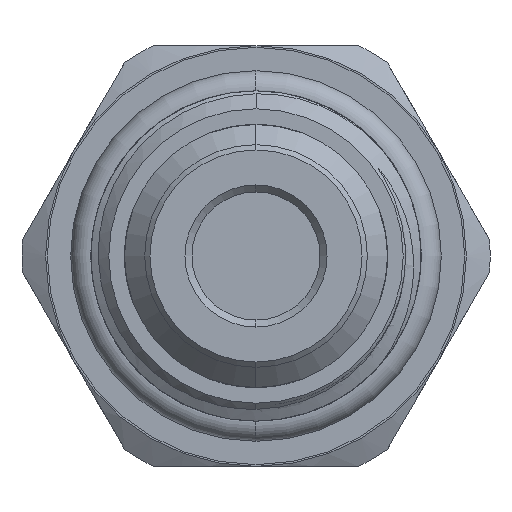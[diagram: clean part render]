
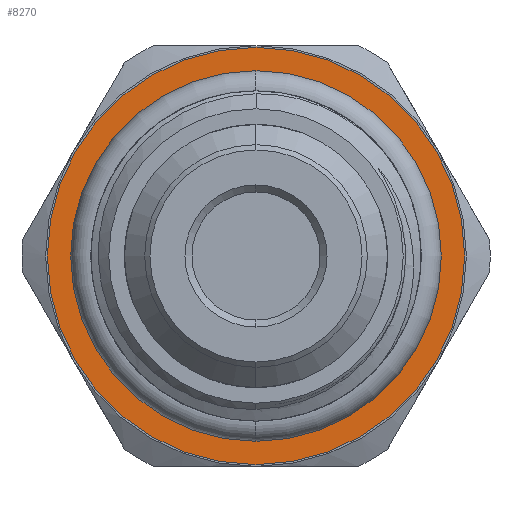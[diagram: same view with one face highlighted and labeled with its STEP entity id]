
A CAD part, left-side view. The second image highlights one B-rep face of the part: STEP entity #8270.
In plain terms, the highlighted planar face has unit normal (-1, 0, 0).
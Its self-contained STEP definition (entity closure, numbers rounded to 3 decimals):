
#2903 = DIRECTION ( 'NONE',  ( 0., 0., 1. ) ) ;
#2904 = DIRECTION ( 'NONE',  ( -1., 0., 0. ) ) ;
#2905 = CARTESIAN_POINT ( 'NONE',  ( -37.924, 0., 0. ) ) ;
#4808 = CARTESIAN_POINT ( 'NONE',  ( -37.924, 11.9, 0. ) ) ;
#4811 = PLANE ( 'NONE',  #11046 ) ;
#4813 = DIRECTION ( 'NONE',  ( -1., 0., 0. ) ) ;
#4814 = DIRECTION ( 'NONE',  ( 0., 0., 1. ) ) ;
#7063 = DIRECTION ( 'NONE',  ( 0., 0., 1. ) ) ;
#7064 = DIRECTION ( 'NONE',  ( 1., 0., 0. ) ) ;
#7065 = CARTESIAN_POINT ( 'NONE',  ( -37.924, 0., 0. ) ) ;
#7774 = FACE_OUTER_BOUND ( 'NONE', #9578, .T. ) ;
#7778 = FACE_BOUND ( 'NONE', #9453, .T. ) ;
#7846 = EDGE_CURVE ( 'NONE', #10404, #10422, #11784, .T. ) ;
#8031 = EDGE_CURVE ( 'NONE', #16731, #10521, #11592, .T. ) ;
#8270 = ADVANCED_FACE ( 'NONE', ( #7778, #7774 ), #4811, .T. ) ;
#8814 = CARTESIAN_POINT ( 'NONE',  ( -37.924, 0., -8.895 ) ) ;
#8830 = CARTESIAN_POINT ( 'NONE',  ( -37.924, 0., 8.895 ) ) ;
#8918 = CARTESIAN_POINT ( 'NONE',  ( -37.924, 0., 11.9 ) ) ;
#9137 = CARTESIAN_POINT ( 'NONE',  ( -37.924, 0., 0. ) ) ;
#9138 = DIRECTION ( 'NONE',  ( 1., 0., 0. ) ) ;
#9139 = DIRECTION ( 'NONE',  ( 0., 0., 1. ) ) ;
#9384 = CARTESIAN_POINT ( 'NONE',  ( -37.924, 0., -11.9 ) ) ;
#9453 = EDGE_LOOP ( 'NONE', ( #9633, #9632 ) ) ;
#9578 = EDGE_LOOP ( 'NONE', ( #9634, #9631 ) ) ;
#9631 = ORIENTED_EDGE ( 'NONE', *, *, #8031, .T. ) ;
#9632 = ORIENTED_EDGE ( 'NONE', *, *, #7846, .T. ) ;
#9633 = ORIENTED_EDGE ( 'NONE', *, *, #10655, .T. ) ;
#9634 = ORIENTED_EDGE ( 'NONE', *, *, #10058, .T. ) ;
#10058 = EDGE_CURVE ( 'NONE', #10521, #16731, #13965, .T. ) ;
#10404 = VERTEX_POINT ( 'NONE', #8814 ) ;
#10422 = VERTEX_POINT ( 'NONE', #8830 ) ;
#10521 = VERTEX_POINT ( 'NONE', #8918 ) ;
#10655 = EDGE_CURVE ( 'NONE', #10422, #10404, #14218, .T. ) ;
#10886 = AXIS2_PLACEMENT_3D ( 'NONE', #2905, #2904, #2903 ) ;
#10964 = AXIS2_PLACEMENT_3D ( 'NONE', #7065, #7064, #7063 ) ;
#11039 = AXIS2_PLACEMENT_3D ( 'NONE', #9137, #9138, #9139 ) ;
#11046 = AXIS2_PLACEMENT_3D ( 'NONE', #4808, #4813, #4814 ) ;
#11245 = AXIS2_PLACEMENT_3D ( 'NONE', #16371, #16372, #16373 ) ;
#11592 = CIRCLE ( 'NONE', #10886, 11.9 ) ;
#11784 = CIRCLE ( 'NONE', #10964, 8.895 ) ;
#13965 = CIRCLE ( 'NONE', #11245, 11.9 ) ;
#14218 = CIRCLE ( 'NONE', #11039, 8.895 ) ;
#16371 = CARTESIAN_POINT ( 'NONE',  ( -37.924, 0., 0. ) ) ;
#16372 = DIRECTION ( 'NONE',  ( -1., 0., 0. ) ) ;
#16373 = DIRECTION ( 'NONE',  ( 0., 0., 1. ) ) ;
#16731 = VERTEX_POINT ( 'NONE', #9384 ) ;
